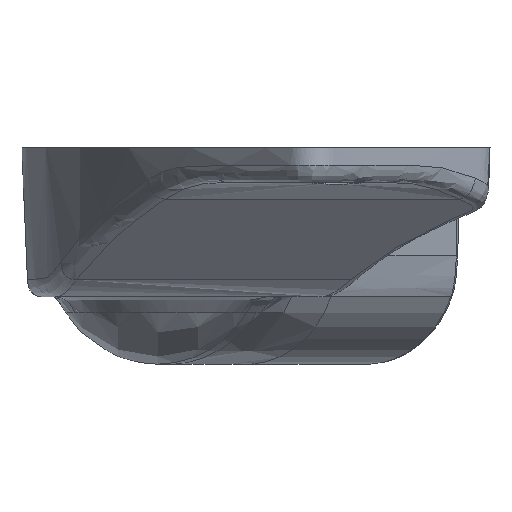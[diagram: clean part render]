
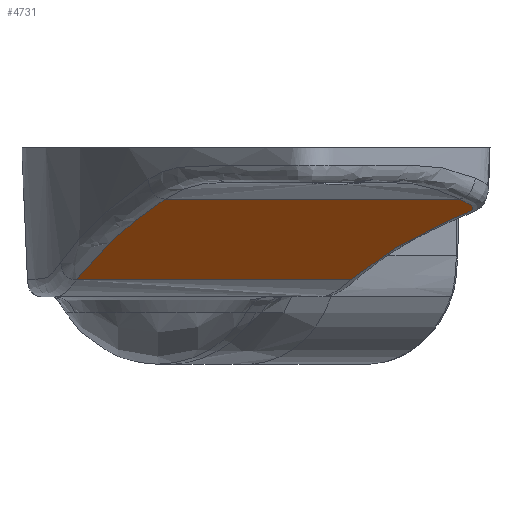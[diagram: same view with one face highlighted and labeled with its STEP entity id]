
A CAD part, left-side view. The second image highlights one B-rep face of the part: STEP entity #4731.
In plain terms, the highlighted planar face has unit normal (-0.388, 0, -0.922).
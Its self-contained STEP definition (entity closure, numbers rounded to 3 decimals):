
#394 = CARTESIAN_POINT ( 'NONE',  ( -20.904, 4.585, -2.965 ) ) ;
#601 = EDGE_CURVE ( 'NONE', #13616, #4860, #4629, .T. ) ;
#687 = CARTESIAN_POINT ( 'NONE',  ( -9.796, 9.715, -7.635 ) ) ;
#723 = PLANE ( 'NONE',  #15842 ) ;
#726 = CARTESIAN_POINT ( 'NONE',  ( -10.322, -6.391, -7.414 ) ) ;
#810 = CARTESIAN_POINT ( 'NONE',  ( -20.493, -12.772, -3.138 ) ) ;
#994 = CARTESIAN_POINT ( 'NONE',  ( -19.644, -13.184, -3.495 ) ) ;
#1686 = CARTESIAN_POINT ( 'NONE',  ( -9.796, -6.131, -7.635 ) ) ;
#1739 = CARTESIAN_POINT ( 'NONE',  ( -19.362, 5.517, -3.613 ) ) ;
#2030 = CARTESIAN_POINT ( 'NONE',  ( -18.692, -12.509, -3.895 ) ) ;
#2118 = DIRECTION ( 'NONE',  ( 0., 1., 0. ) ) ;
#2121 = CARTESIAN_POINT ( 'NONE',  ( -15.599, -9.742, -5.195 ) ) ;
#3128 = CARTESIAN_POINT ( 'NONE',  ( -17.336, 6.626, -4.465 ) ) ;
#3447 = CARTESIAN_POINT ( 'NONE',  ( -20.028, 5.128, -3.333 ) ) ;
#3666 = CARTESIAN_POINT ( 'NONE',  ( -11.278, -6.896, -7.012 ) ) ;
#3760 = CARTESIAN_POINT ( 'NONE',  ( -20.389, -12.86, -3.181 ) ) ;
#4320 = CARTESIAN_POINT ( 'NONE',  ( -16.421, 7.084, -4.85 ) ) ;
#4503 = CARTESIAN_POINT ( 'NONE',  ( -11.726, 9.077, -6.824 ) ) ;
#4547 = CARTESIAN_POINT ( 'NONE',  ( -20.904, -12.417, -2.965 ) ) ;
#4629 = B_SPLINE_CURVE_WITH_KNOTS ( 'NONE', 3,
 ( #7896, #10880, #5153, #6342, #10786, #7994, #810, #3760, #9395, #13621, #10604, #16174, #16088, #7802, #994, #12236, #4887, #17804, #5060, #14891, #7629, #10520, #2030, #6425, #12057, #13262, #10693, #14721, #2121, #7717, #16263, #3666, #13344, #726, #5713, #8301 ),
 .UNSPECIFIED., .F., .F.,
 ( 4, 2, 2, 2, 2, 2, 2, 1, 1, 1, 2, 2, 2, 2, 2, 1, 1, 1, 2, 2, 4 ),
 ( 0., 0.017, 0.034, 0.051, 0.069, 0.103, 0.12, 0.129, 0.137, 0.146, 0.161, 0.186, 0.21, 0.234, 0.332, 0.429, 0.526, 0.623, 0.856, 0.938, 1. ),
 .UNSPECIFIED. ) ;
#4731 = ADVANCED_FACE ( 'NONE', ( #15151 ), #723, .T. ) ;
#4860 = VERTEX_POINT ( 'NONE', #6516 ) ;
#4887 = CARTESIAN_POINT ( 'NONE',  ( -19.408, -13.124, -3.594 ) ) ;
#5060 = CARTESIAN_POINT ( 'NONE',  ( -19.164, -12.973, -3.696 ) ) ;
#5153 = CARTESIAN_POINT ( 'NONE',  ( -20.801, -12.506, -3.008 ) ) ;
#5713 = CARTESIAN_POINT ( 'NONE',  ( -10.06, -6.259, -7.524 ) ) ;
#5792 = B_SPLINE_CURVE_WITH_KNOTS ( 'NONE', 1,
 ( #8621, #1686 ),
 .UNSPECIFIED., .F., .F.,
 ( 2, 2 ),
 ( 0., 15.846 ),
 .UNSPECIFIED. ) ;
#6342 = CARTESIAN_POINT ( 'NONE',  ( -20.698, -12.595, -3.051 ) ) ;
#6383 = CARTESIAN_POINT ( 'NONE',  ( -14.567, 7.948, -5.629 ) ) ;
#6425 = CARTESIAN_POINT ( 'NONE',  ( -18.614, -12.43, -3.928 ) ) ;
#6516 = CARTESIAN_POINT ( 'NONE',  ( -9.796, -6.131, -7.635 ) ) ;
#7084 = EDGE_CURVE ( 'NONE', #10731, #4860, #5792, .T. ) ;
#7208 = CARTESIAN_POINT ( 'NONE',  ( -20.904, -12.417, -2.965 ) ) ;
#7539 = EDGE_CURVE ( 'NONE', #13616, #14228, #8210, .T. ) ;
#7629 = CARTESIAN_POINT ( 'NONE',  ( -18.923, -12.747, -3.798 ) ) ;
#7717 = CARTESIAN_POINT ( 'NONE',  ( -13.917, -8.485, -5.902 ) ) ;
#7802 = CARTESIAN_POINT ( 'NONE',  ( -19.711, -13.185, -3.467 ) ) ;
#7896 = CARTESIAN_POINT ( 'NONE',  ( -20.904, -12.417, -2.965 ) ) ;
#7994 = CARTESIAN_POINT ( 'NONE',  ( -20.544, -12.727, -3.116 ) ) ;
#8210 = B_SPLINE_CURVE_WITH_KNOTS ( 'NONE', 1,
 ( #4547, #17212 ),
 .UNSPECIFIED., .F., .F.,
 ( 2, 2 ),
 ( 0., 17.002 ),
 .UNSPECIFIED. ) ;
#8301 = CARTESIAN_POINT ( 'NONE',  ( -9.796, -6.131, -7.635 ) ) ;
#8621 = CARTESIAN_POINT ( 'NONE',  ( -9.796, 9.715, -7.635 ) ) ;
#9179 = CARTESIAN_POINT ( 'NONE',  ( -10.766, 9.412, -7.228 ) ) ;
#9395 = CARTESIAN_POINT ( 'NONE',  ( -20.337, -12.903, -3.203 ) ) ;
#9957 = CARTESIAN_POINT ( 'NONE',  ( -18.692, 5.898, -3.895 ) ) ;
#10046 = CARTESIAN_POINT ( 'NONE',  ( -13.627, 8.345, -6.024 ) ) ;
#10520 = CARTESIAN_POINT ( 'NONE',  ( -18.847, -12.667, -3.83 ) ) ;
#10604 = CARTESIAN_POINT ( 'NONE',  ( -20.062, -13.099, -3.319 ) ) ;
#10693 = CARTESIAN_POINT ( 'NONE',  ( -17.258, -11.139, -4.498 ) ) ;
#10731 = VERTEX_POINT ( 'NONE', #12879 ) ;
#10786 = CARTESIAN_POINT ( 'NONE',  ( -20.647, -12.639, -3.073 ) ) ;
#10836 = EDGE_CURVE ( 'NONE', #10731, #14228, #16421, .T. ) ;
#10880 = CARTESIAN_POINT ( 'NONE',  ( -20.852, -12.461, -2.987 ) ) ;
#12057 = CARTESIAN_POINT ( 'NONE',  ( -18.223, -12.04, -4.092 ) ) ;
#12236 = CARTESIAN_POINT ( 'NONE',  ( -19.551, -13.17, -3.534 ) ) ;
#12309 = CARTESIAN_POINT ( 'NONE',  ( -23.254, -16.506, -1.977 ) ) ;
#12879 = CARTESIAN_POINT ( 'NONE',  ( -9.796, 9.715, -7.635 ) ) ;
#13262 = CARTESIAN_POINT ( 'NONE',  ( -17.905, -11.734, -4.226 ) ) ;
#13344 = CARTESIAN_POINT ( 'NONE',  ( -10.932, -6.708, -7.158 ) ) ;
#13395 = CARTESIAN_POINT ( 'NONE',  ( -15.959, 7.306, -5.044 ) ) ;
#13616 = VERTEX_POINT ( 'NONE', #7208 ) ;
#13621 = CARTESIAN_POINT ( 'NONE',  ( -20.176, -13.026, -3.271 ) ) ;
#13637 = EDGE_LOOP ( 'NONE', ( #14115, #15125, #15852, #14090 ) ) ;
#14090 = ORIENTED_EDGE ( 'NONE', *, *, #7084, .T. ) ;
#14115 = ORIENTED_EDGE ( 'NONE', *, *, #601, .F. ) ;
#14176 = CARTESIAN_POINT ( 'NONE',  ( -20.468, 4.862, -3.148 ) ) ;
#14228 = VERTEX_POINT ( 'NONE', #394 ) ;
#14350 = CARTESIAN_POINT ( 'NONE',  ( -17.791, 6.389, -4.274 ) ) ;
#14721 = CARTESIAN_POINT ( 'NONE',  ( -16.591, -10.551, -4.778 ) ) ;
#14891 = CARTESIAN_POINT ( 'NONE',  ( -19.081, -12.9, -3.731 ) ) ;
#15125 = ORIENTED_EDGE ( 'NONE', *, *, #7539, .T. ) ;
#15151 = FACE_OUTER_BOUND ( 'NONE', #13637, .T. ) ;
#15544 = CARTESIAN_POINT ( 'NONE',  ( -19.139, 5.646, -3.707 ) ) ;
#15842 = AXIS2_PLACEMENT_3D ( 'NONE', #12309, #17358, #2118 ) ;
#15852 = ORIENTED_EDGE ( 'NONE', *, *, #10836, .F. ) ;
#16052 = CARTESIAN_POINT ( 'NONE',  ( -20.904, 4.585, -2.965 ) ) ;
#16088 = CARTESIAN_POINT ( 'NONE',  ( -19.809, -13.179, -3.425 ) ) ;
#16139 = CARTESIAN_POINT ( 'NONE',  ( -18.467, 6.022, -3.989 ) ) ;
#16174 = CARTESIAN_POINT ( 'NONE',  ( -19.874, -13.165, -3.398 ) ) ;
#16263 = CARTESIAN_POINT ( 'NONE',  ( -12.591, -7.642, -6.46 ) ) ;
#16421 = B_SPLINE_CURVE_WITH_KNOTS ( 'NONE', 3,
 ( #687, #9179, #4503, #10046, #6383, #13395, #4320, #3128, #14350, #16139, #9957, #15544, #1739, #3447, #14176, #16052 ),
 .UNSPECIFIED., .F., .F.,
 ( 4, 2, 2, 2, 2, 2, 2, 4 ),
 ( 0., 3.32, 6.639, 8.299, 9.959, 10.789, 11.619, 13.279 ),
 .UNSPECIFIED. ) ;
#17212 = CARTESIAN_POINT ( 'NONE',  ( -20.904, 4.585, -2.965 ) ) ;
#17358 = DIRECTION ( 'NONE',  ( -0.388, 0., -0.922 ) ) ;
#17804 = CARTESIAN_POINT ( 'NONE',  ( -19.314, -13.072, -3.633 ) ) ;
